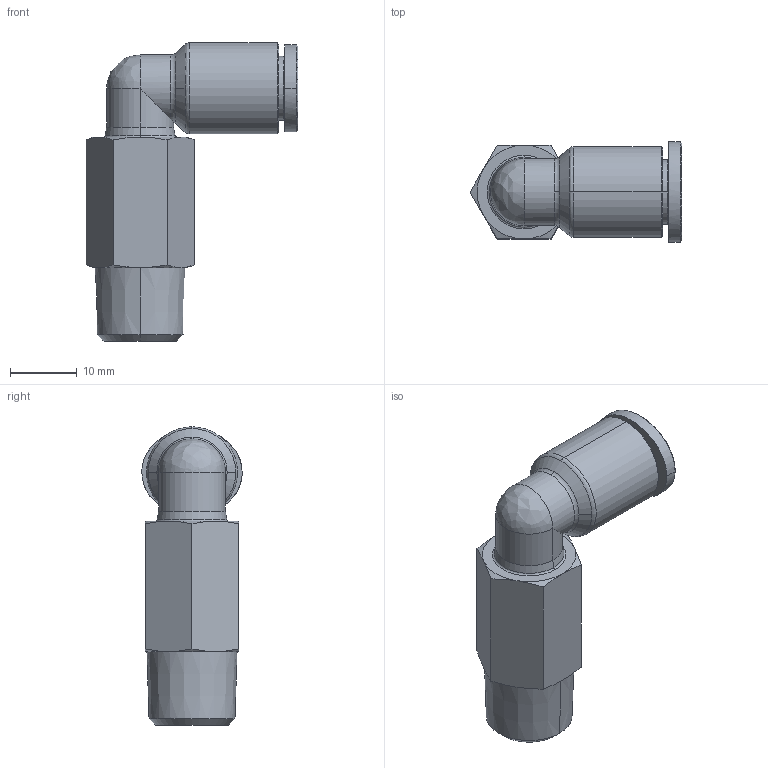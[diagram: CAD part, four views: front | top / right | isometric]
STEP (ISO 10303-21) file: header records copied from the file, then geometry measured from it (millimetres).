
FILE_DESCRIPTION (( 'STEP AP214' ), '1' );
FILE_NAME ('PLL08-02.stp', '2015-09-10T07:57:03', ( '' ), ( '' ), 'SwSTEP 2.0', 'SolidWorks 2015', '' );
FILE_SCHEMA (( 'AUTOMOTIVE_DESIGN' ));
Length unit declared in the file: millimetre
Products named in the file (2): ｦ+ﾃｦ1; PLL08-02
Assembly tree (1 placements, depth 2):
  PLL08-02
    ｦ+ﾃｦ1
Bounding box: 31.68 x 15 x 44.6 mm (x, y, z)
Volume: 6084.7 mm3; surface area: 4137.7 mm2
Topology: 1 solids, 1 shells, 433 faces, 1203 edges, 791 vertices
Faces by surface type: plane 346, bspline 33, cone 31, cylinder 19, torus 4
Entity records: 15114 total; most frequent: CARTESIAN_POINT 3728, ORIENTED_EDGE 2400, DIRECTION 1994, EDGE_CURVE 1200, LINE 1010, VECTOR 1010, VERTEX_POINT 791, AXIS2_PLACEMENT_3D 492
